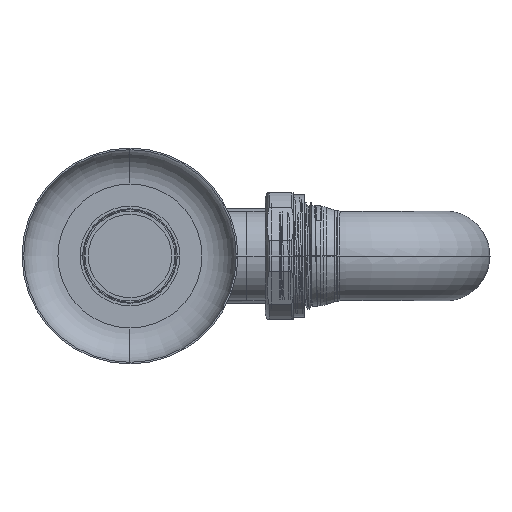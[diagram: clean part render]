
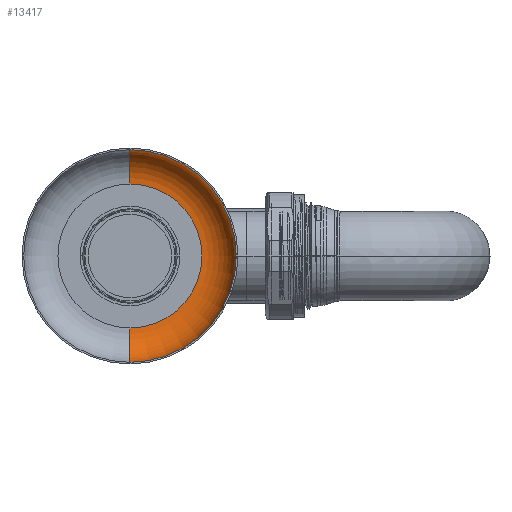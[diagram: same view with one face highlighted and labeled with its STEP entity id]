
A CAD part, left-side view. The second image highlights one B-rep face of the part: STEP entity #13417.
In plain terms, the highlighted toroidal (fillet/blend) face has major radius 25.4 mm and minor radius 12.116 mm.
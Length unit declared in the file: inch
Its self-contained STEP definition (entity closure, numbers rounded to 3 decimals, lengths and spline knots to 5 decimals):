
#12574=CARTESIAN_POINT('',(-18.773,2.8775,0.));
#12575=DIRECTION('',(1.,0.,0.));
#12576=DIRECTION('',(0.,0.,1.));
#12577=AXIS2_PLACEMENT_3D('',#12574,#12575,#12576);
#12594=CARTESIAN_POINT('',(-19.25,2.8775,0.));
#12595=DIRECTION('',(-1.,0.,0.));
#12596=DIRECTION('',(0.,0.,-1.));
#12597=AXIS2_PLACEMENT_3D('',#12594,#12595,#12596);
#12599=CARTESIAN_POINT('',(-19.25,2.8775,-1.));
#12600=DIRECTION('',(0.,-1.,0.));
#12601=DIRECTION('',(0.,0.,-1.));
#12602=AXIS2_PLACEMENT_3D('',#12599,#12600,#12601);
#12609=CARTESIAN_POINT('',(-19.25,2.8775,1.));
#12610=DIRECTION('',(0.,-1.,0.));
#12611=DIRECTION('',(1.,0.,0.));
#12612=AXIS2_PLACEMENT_3D('',#12609,#12610,#12611);
#12696=CARTESIAN_POINT('',(-19.25,2.8775,-1.477));
#12697=VERTEX_POINT('',#12696);
#12698=CARTESIAN_POINT('',(-19.25,2.8775,1.477));
#12699=VERTEX_POINT('',#12698);
#12700=CARTESIAN_POINT('',(-18.773,2.8775,1.));
#12701=CARTESIAN_POINT('',(-18.773,2.8775,-1.));
#12702=VERTEX_POINT('',#12700);
#12703=VERTEX_POINT('',#12701);
#13403=CARTESIAN_POINT('',(-19.25,2.8775,0.));
#13404=DIRECTION('',(1.,0.,0.));
#13405=DIRECTION('',(0.,0.005,1.));
#13406=AXIS2_PLACEMENT_3D('',#13403,#13404,#13405);
#13407=TOROIDAL_SURFACE('',#13406,1.,0.477);
#13408=ORIENTED_EDGE('',*,*,#13392,.F.);
#13410=ORIENTED_EDGE('',*,*,#13409,.T.);
#13412=ORIENTED_EDGE('',*,*,#13411,.F.);
#13414=ORIENTED_EDGE('',*,*,#13413,.T.);
#13415=EDGE_LOOP('',(#13408,#13410,#13412,#13414));
#13416=FACE_OUTER_BOUND('',#13415,.F.);
#13417=ADVANCED_FACE('',(#13416),#13407,.F.);
#12578=CIRCLE('',#12577,1.);
#12598=CIRCLE('',#12597,1.477);
#12603=CIRCLE('',#12602,0.477);
#12613=CIRCLE('',#12612,0.477);
#13392=EDGE_CURVE('',#12702,#12703,#12578,.T.);
#13409=EDGE_CURVE('',#12702,#12699,#12613,.T.);
#13411=EDGE_CURVE('',#12697,#12699,#12598,.T.);
#13413=EDGE_CURVE('',#12697,#12703,#12603,.T.);
